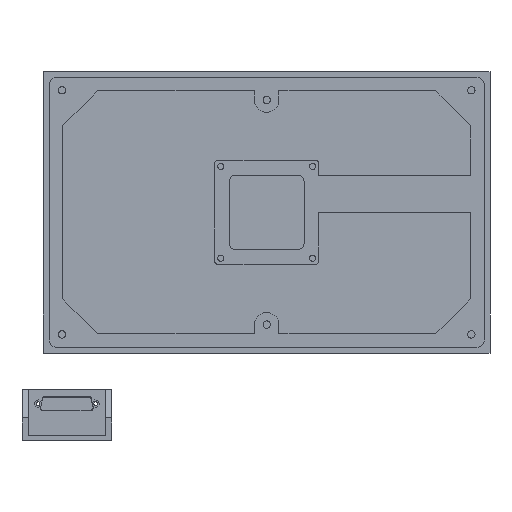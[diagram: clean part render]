
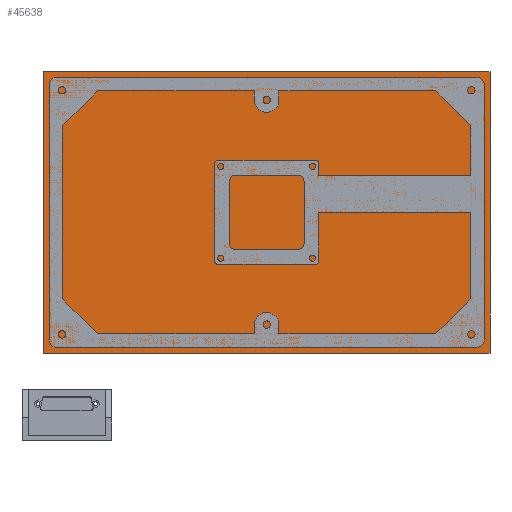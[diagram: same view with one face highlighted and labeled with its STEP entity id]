
A CAD part, front view. The second image highlights one B-rep face of the part: STEP entity #45638.
In plain terms, the highlighted planar face has unit normal (0, -1, 0).
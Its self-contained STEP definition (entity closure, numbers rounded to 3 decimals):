
#2377=PLANE('',#49594);
#4776=FACE_OUTER_BOUND('',#7449,.T.);
#7449=EDGE_LOOP('',(#42006,#42007,#42008,#42009));
#12442=LINE('',#75398,#17560);
#12446=LINE('',#75406,#17564);
#12449=LINE('',#75412,#17567);
#12452=LINE('',#75417,#17570);
#17560=VECTOR('',#61802,10.);
#17564=VECTOR('',#61808,10.);
#17567=VECTOR('',#61813,10.);
#17570=VECTOR('',#61818,10.);
#23062=VERTEX_POINT('',#75396);
#23063=VERTEX_POINT('',#75397);
#23066=VERTEX_POINT('',#75405);
#23068=VERTEX_POINT('',#75411);
#29407=EDGE_CURVE('',#23062,#23063,#12442,.T.);
#29411=EDGE_CURVE('',#23063,#23066,#12446,.T.);
#29414=EDGE_CURVE('',#23066,#23068,#12449,.T.);
#29417=EDGE_CURVE('',#23068,#23062,#12452,.T.);
#42006=ORIENTED_EDGE('',*,*,#29417,.T.);
#42007=ORIENTED_EDGE('',*,*,#29407,.T.);
#42008=ORIENTED_EDGE('',*,*,#29411,.T.);
#42009=ORIENTED_EDGE('',*,*,#29414,.T.);
#45638=ADVANCED_FACE('',(#4776),#2377,.F.);
#49594=AXIS2_PLACEMENT_3D('',#75420,#61822,#61823);
#61802=DIRECTION('',(0.,0.,-1.));
#61808=DIRECTION('',(1.,0.,0.));
#61813=DIRECTION('',(0.,0.,1.));
#61818=DIRECTION('',(-1.,0.,0.));
#61822=DIRECTION('center_axis',(0.,1.,0.));
#61823=DIRECTION('ref_axis',(1.,0.,0.));
#75396=CARTESIAN_POINT('',(17.5,0.,265.));
#75397=CARTESIAN_POINT('',(17.5,0.,35.));
#75398=CARTESIAN_POINT('',(17.5,0.,265.));
#75405=CARTESIAN_POINT('',(382.5,0.,35.));
#75406=CARTESIAN_POINT('',(17.5,0.,35.));
#75411=CARTESIAN_POINT('',(382.5,0.,265.));
#75412=CARTESIAN_POINT('',(382.5,0.,35.));
#75417=CARTESIAN_POINT('',(382.5,0.,265.));
#75420=CARTESIAN_POINT('Origin',(200.,0.,150.));
